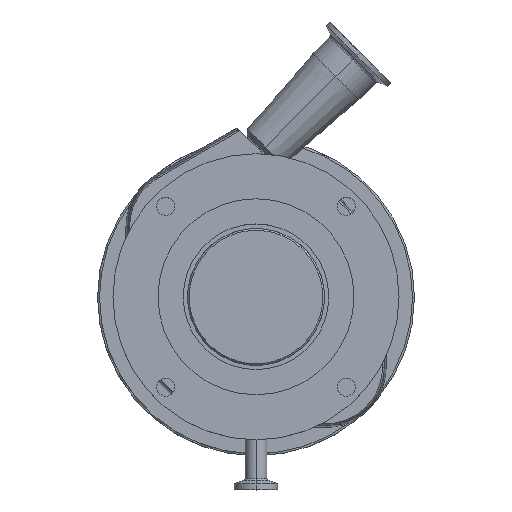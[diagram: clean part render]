
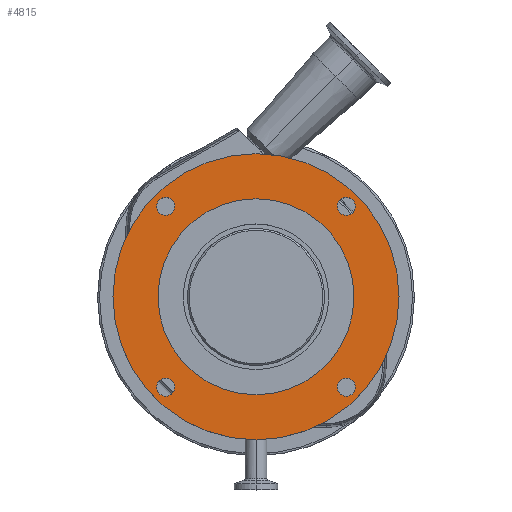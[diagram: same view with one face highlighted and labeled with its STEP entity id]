
A CAD part, top view. The second image highlights one B-rep face of the part: STEP entity #4815.
In plain terms, the highlighted planar face has unit normal (0, 0, 1).
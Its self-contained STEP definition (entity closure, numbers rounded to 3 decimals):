
#191 = FACE_BOUND ( 'NONE', #6453, .T. ) ;
#465 = CARTESIAN_POINT ( 'NONE',  ( 83.5, 0., -5.5 ) ) ;
#503 = ORIENTED_EDGE ( 'NONE', *, *, #7817, .F. ) ;
#533 = VERTEX_POINT ( 'NONE', #1002 ) ;
#593 = AXIS2_PLACEMENT_3D ( 'NONE', #3087, #1696, #7762 ) ;
#661 = EDGE_CURVE ( 'NONE', #7978, #6422, #7358, .T. ) ;
#818 = DIRECTION ( 'NONE',  ( 1., 0., 0. ) ) ;
#853 = CARTESIAN_POINT ( 'NONE',  ( 58.009, -52.759, -5.5 ) ) ;
#880 = FACE_BOUND ( 'NONE', #2225, .T. ) ;
#987 = CARTESIAN_POINT ( 'NONE',  ( -52.759, -52.759, -5.5 ) ) ;
#997 = AXIS2_PLACEMENT_3D ( 'NONE', #4310, #3608, #7469 ) ;
#998 = FACE_BOUND ( 'NONE', #3877, .T. ) ;
#1002 = CARTESIAN_POINT ( 'NONE',  ( -58.009, 52.759, -5.5 ) ) ;
#1020 = CARTESIAN_POINT ( 'NONE',  ( -57.2, 0., -5.5 ) ) ;
#1092 = DIRECTION ( 'NONE',  ( 0., 0., 1. ) ) ;
#1215 = EDGE_CURVE ( 'NONE', #6039, #3211, #7496, .T. ) ;
#1220 = CARTESIAN_POINT ( 'NONE',  ( 52.759, -52.759, -5.5 ) ) ;
#1230 = VERTEX_POINT ( 'NONE', #3621 ) ;
#1355 = DIRECTION ( 'NONE',  ( 1., 0., 0. ) ) ;
#1397 = DIRECTION ( 'NONE',  ( 1., 0., 0. ) ) ;
#1398 = CARTESIAN_POINT ( 'NONE',  ( 0., 0., -5.5 ) ) ;
#1499 = FACE_OUTER_BOUND ( 'NONE', #3545, .T. ) ;
#1597 = DIRECTION ( 'NONE',  ( 1., 0., 0. ) ) ;
#1628 = CARTESIAN_POINT ( 'NONE',  ( 0., 0., -5.5 ) ) ;
#1685 = CARTESIAN_POINT ( 'NONE',  ( 47.509, 52.759, -5.5 ) ) ;
#1691 = AXIS2_PLACEMENT_3D ( 'NONE', #7820, #4662, #7275 ) ;
#1696 = DIRECTION ( 'NONE',  ( 0., 0., 1. ) ) ;
#1723 = CARTESIAN_POINT ( 'NONE',  ( -83.5, 0., -5.5 ) ) ;
#1749 = CARTESIAN_POINT ( 'NONE',  ( 57.2, 0., -5.5 ) ) ;
#1932 = DIRECTION ( 'NONE',  ( 0., 0., 1. ) ) ;
#1995 = AXIS2_PLACEMENT_3D ( 'NONE', #987, #6971, #2361 ) ;
#2004 = EDGE_CURVE ( 'NONE', #1230, #533, #7045, .T. ) ;
#2016 = EDGE_CURVE ( 'NONE', #5873, #3625, #4452, .T. ) ;
#2093 = VERTEX_POINT ( 'NONE', #2795 ) ;
#2225 = EDGE_LOOP ( 'NONE', ( #4821, #2709 ) ) ;
#2287 = DIRECTION ( 'NONE',  ( 0., 0., 1. ) ) ;
#2361 = DIRECTION ( 'NONE',  ( 1., 0., 0. ) ) ;
#2484 = DIRECTION ( 'NONE',  ( 1., 0., 0. ) ) ;
#2522 = AXIS2_PLACEMENT_3D ( 'NONE', #7577, #8028, #1397 ) ;
#2660 = EDGE_LOOP ( 'NONE', ( #6121, #6189 ) ) ;
#2709 = ORIENTED_EDGE ( 'NONE', *, *, #2016, .F. ) ;
#2795 = CARTESIAN_POINT ( 'NONE',  ( 47.509, -52.759, -5.5 ) ) ;
#2834 = CIRCLE ( 'NONE', #7359, 5.25 ) ;
#2858 = CARTESIAN_POINT ( 'NONE',  ( 0., 0., -5.5 ) ) ;
#2859 = ORIENTED_EDGE ( 'NONE', *, *, #7233, .F. ) ;
#2874 = EDGE_CURVE ( 'NONE', #3625, #5873, #4337, .T. ) ;
#2895 = EDGE_LOOP ( 'NONE', ( #5340, #2859 ) ) ;
#3055 = CIRCLE ( 'NONE', #997, 5.25 ) ;
#3087 = CARTESIAN_POINT ( 'NONE',  ( -52.759, 52.759, -5.5 ) ) ;
#3211 = VERTEX_POINT ( 'NONE', #5427 ) ;
#3246 = AXIS2_PLACEMENT_3D ( 'NONE', #4964, #8231, #3995 ) ;
#3308 = DIRECTION ( 'NONE',  ( 0., 0., 1. ) ) ;
#3323 = AXIS2_PLACEMENT_3D ( 'NONE', #3551, #4118, #6185 ) ;
#3545 = EDGE_LOOP ( 'NONE', ( #5051, #8281 ) ) ;
#3551 = CARTESIAN_POINT ( 'NONE',  ( 52.759, 52.759, -5.5 ) ) ;
#3605 = CIRCLE ( 'NONE', #3323, 5.25 ) ;
#3608 = DIRECTION ( 'NONE',  ( 0., 0., 1. ) ) ;
#3621 = CARTESIAN_POINT ( 'NONE',  ( -47.509, 52.759, -5.5 ) ) ;
#3625 = VERTEX_POINT ( 'NONE', #1749 ) ;
#3877 = EDGE_LOOP ( 'NONE', ( #503, #4185 ) ) ;
#3898 = AXIS2_PLACEMENT_3D ( 'NONE', #7392, #4053, #818 ) ;
#3995 = DIRECTION ( 'NONE',  ( 1., 0., 0. ) ) ;
#4053 = DIRECTION ( 'NONE',  ( 0., 0., 1. ) ) ;
#4085 = CARTESIAN_POINT ( 'NONE',  ( 58.009, 52.759, -5.5 ) ) ;
#4118 = DIRECTION ( 'NONE',  ( 0., 0., 1. ) ) ;
#4146 = EDGE_CURVE ( 'NONE', #5828, #2093, #2834, .T. ) ;
#4185 = ORIENTED_EDGE ( 'NONE', *, *, #1215, .F. ) ;
#4201 = DIRECTION ( 'NONE',  ( 0., 0., 1. ) ) ;
#4248 = PLANE ( 'NONE',  #4882 ) ;
#4310 = CARTESIAN_POINT ( 'NONE',  ( -52.759, -52.759, -5.5 ) ) ;
#4336 = CIRCLE ( 'NONE', #1691, 5.25 ) ;
#4337 = CIRCLE ( 'NONE', #5434, 57.2 ) ;
#4452 = CIRCLE ( 'NONE', #3898, 57.2 ) ;
#4503 = VERTEX_POINT ( 'NONE', #1685 ) ;
#4662 = DIRECTION ( 'NONE',  ( 0., 0., 1. ) ) ;
#4672 = EDGE_CURVE ( 'NONE', #2093, #5828, #4336, .T. ) ;
#4815 = ADVANCED_FACE ( 'NONE', ( #6726, #998, #191, #6183, #1499, #880 ), #4248, .T. ) ;
#4821 = ORIENTED_EDGE ( 'NONE', *, *, #2874, .F. ) ;
#4848 = AXIS2_PLACEMENT_3D ( 'NONE', #7202, #1932, #7320 ) ;
#4882 = AXIS2_PLACEMENT_3D ( 'NONE', #2858, #4201, #1597 ) ;
#4964 = CARTESIAN_POINT ( 'NONE',  ( 0., 0., -5.5 ) ) ;
#5051 = ORIENTED_EDGE ( 'NONE', *, *, #661, .T. ) ;
#5122 = CIRCLE ( 'NONE', #4848, 5.25 ) ;
#5340 = ORIENTED_EDGE ( 'NONE', *, *, #7486, .F. ) ;
#5354 = ORIENTED_EDGE ( 'NONE', *, *, #4672, .F. ) ;
#5427 = CARTESIAN_POINT ( 'NONE',  ( -47.509, -52.759, -5.5 ) ) ;
#5434 = AXIS2_PLACEMENT_3D ( 'NONE', #1628, #2287, #6177 ) ;
#5493 = EDGE_CURVE ( 'NONE', #6422, #7978, #8021, .T. ) ;
#5828 = VERTEX_POINT ( 'NONE', #853 ) ;
#5873 = VERTEX_POINT ( 'NONE', #1020 ) ;
#6039 = VERTEX_POINT ( 'NONE', #7082 ) ;
#6067 = VERTEX_POINT ( 'NONE', #4085 ) ;
#6121 = ORIENTED_EDGE ( 'NONE', *, *, #2004, .F. ) ;
#6177 = DIRECTION ( 'NONE',  ( 1., 0., 0. ) ) ;
#6183 = FACE_BOUND ( 'NONE', #2895, .T. ) ;
#6185 = DIRECTION ( 'NONE',  ( 1., 0., 0. ) ) ;
#6189 = ORIENTED_EDGE ( 'NONE', *, *, #6682, .F. ) ;
#6422 = VERTEX_POINT ( 'NONE', #1723 ) ;
#6453 = EDGE_LOOP ( 'NONE', ( #7064, #5354 ) ) ;
#6682 = EDGE_CURVE ( 'NONE', #533, #1230, #8386, .T. ) ;
#6726 = FACE_BOUND ( 'NONE', #2660, .T. ) ;
#6971 = DIRECTION ( 'NONE',  ( 0., 0., 1. ) ) ;
#7045 = CIRCLE ( 'NONE', #2522, 5.25 ) ;
#7064 = ORIENTED_EDGE ( 'NONE', *, *, #4146, .F. ) ;
#7082 = CARTESIAN_POINT ( 'NONE',  ( -58.009, -52.759, -5.5 ) ) ;
#7202 = CARTESIAN_POINT ( 'NONE',  ( 52.759, 52.759, -5.5 ) ) ;
#7233 = EDGE_CURVE ( 'NONE', #4503, #6067, #5122, .T. ) ;
#7275 = DIRECTION ( 'NONE',  ( 1., 0., 0. ) ) ;
#7320 = DIRECTION ( 'NONE',  ( 1., 0., 0. ) ) ;
#7358 = CIRCLE ( 'NONE', #3246, 83.5 ) ;
#7359 = AXIS2_PLACEMENT_3D ( 'NONE', #1220, #1092, #2484 ) ;
#7392 = CARTESIAN_POINT ( 'NONE',  ( 0., 0., -5.5 ) ) ;
#7469 = DIRECTION ( 'NONE',  ( 1., 0., 0. ) ) ;
#7480 = AXIS2_PLACEMENT_3D ( 'NONE', #1398, #3308, #1355 ) ;
#7486 = EDGE_CURVE ( 'NONE', #6067, #4503, #3605, .T. ) ;
#7496 = CIRCLE ( 'NONE', #1995, 5.25 ) ;
#7577 = CARTESIAN_POINT ( 'NONE',  ( -52.759, 52.759, -5.5 ) ) ;
#7762 = DIRECTION ( 'NONE',  ( 1., 0., 0. ) ) ;
#7817 = EDGE_CURVE ( 'NONE', #3211, #6039, #3055, .T. ) ;
#7820 = CARTESIAN_POINT ( 'NONE',  ( 52.759, -52.759, -5.5 ) ) ;
#7978 = VERTEX_POINT ( 'NONE', #465 ) ;
#8021 = CIRCLE ( 'NONE', #7480, 83.5 ) ;
#8028 = DIRECTION ( 'NONE',  ( 0., 0., 1. ) ) ;
#8231 = DIRECTION ( 'NONE',  ( 0., 0., 1. ) ) ;
#8281 = ORIENTED_EDGE ( 'NONE', *, *, #5493, .T. ) ;
#8386 = CIRCLE ( 'NONE', #593, 5.25 ) ;
